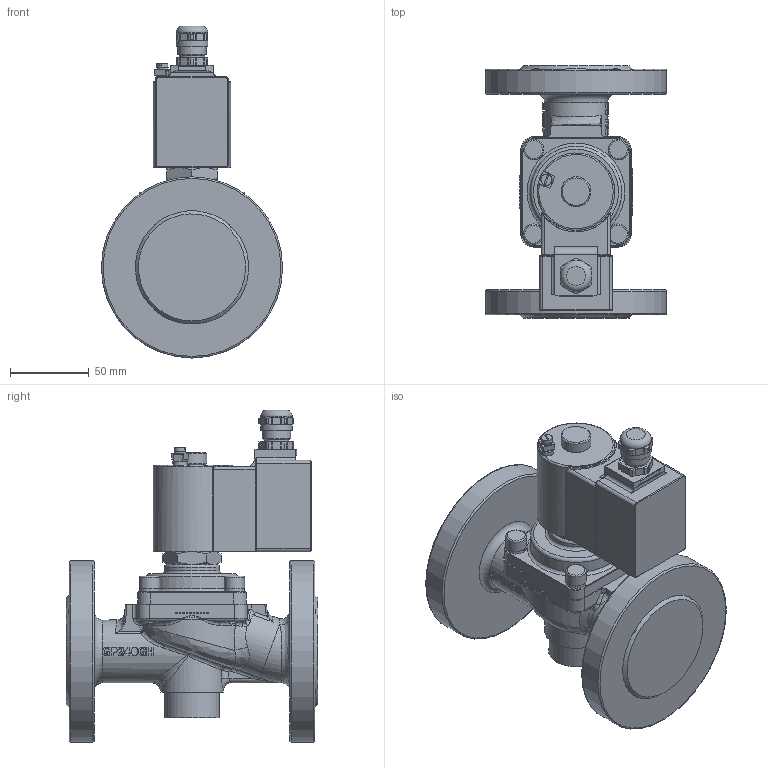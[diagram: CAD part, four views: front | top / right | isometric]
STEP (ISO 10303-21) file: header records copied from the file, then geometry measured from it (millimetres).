
FILE_DESCRIPTION(/* description */ ('3D-Modell'),/* implementation_level */ '2;1');
FILE_NAME(/* name */ '037.000047_B3703-0504-.T802-TH.stp',/* time_stamp */ '2018-04-16T10:15:27+02:00',/* author */ ('EFast'),/* organization */ (''),/* preprocessor_version */ 'ST-DEVELOPER v16.1',/* originating_system */ 'Autodesk Inventor 2016',/* authorisation */ '');
FILE_SCHEMA (('AUTOMOTIVE_DESIGN { 1 0 10303 214 3 1 1 }'));
Products named in the file (1): 88-002926
Bounding box: 115 x 160 x 210.8 mm (x, y, z)
Volume: 966471.6 mm3; surface area: 111167.7 mm2
Topology: 1 solids, 1 shells, 873 faces, 2252 edges, 1434 vertices
Faces by surface type: plane 343, bspline 262, cylinder 168, cone 53, torus 41, sphere 6
Full cylindrical faces by diameter (mm): 6.647 x4, 7 x1, 7.1 x1, 8 x4, 9 x1, 13 x4, 16.128 x1, 18 x1, 19 x1, 20 x2, 35 x2, 40 x2, 58 x1, 115 x2
Entity records: 61762 total; most frequent: CARTESIAN_POINT 42924, ORIENTED_EDGE 4338, DIRECTION 3095, EDGE_CURVE 2169, VERTEX_POINT 1412, AXIS2_PLACEMENT_3D 1108, EDGE_LOOP 995, LINE 879
